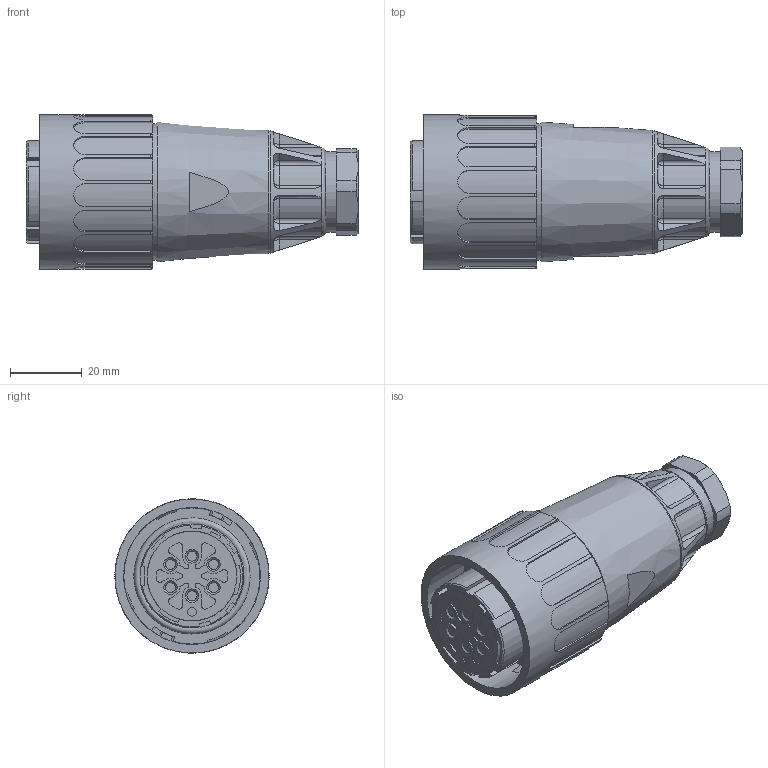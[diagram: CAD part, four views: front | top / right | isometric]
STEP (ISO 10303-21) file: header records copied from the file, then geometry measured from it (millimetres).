
FILE_DESCRIPTION(/* description */ (''),/* implementation_level */ '2;1');
FILE_NAME(/* name */ 'c016 20d005 104 2nxc001-01.stp',/* time_stamp */ '2019-07-08T10:22:04+02:00',/* author */ (''),/* organization */ (''),/* preprocessor_version */ 'ST-DEVELOPER v16.7',/* originating_system */ 'SIEMENS PLM Software NX 12.0',/* authorisation */ '');
FILE_SCHEMA (('AUTOMOTIVE_DESIGN { 1 0 10303 214 3 1 1 1 }'));
Length unit declared in the file: millimetre
Products named in the file (1): c016 20d005 104 2nxc001-01
Bounding box: 92.6 x 43 x 43 mm (x, y, z)
Volume: 86022.3 mm3; surface area: 20436.5 mm2
Topology: 1 solids, 1 shells, 426 faces, 1112 edges, 705 vertices
Faces by surface type: plane 183, cylinder 173, bspline 44, cone 23, extrusion 2, torus 1
Full cylindrical faces by diameter (mm): 2.4 x1, 16 x1, 22.5 x1, 25 x1, 38 x1, 38.2 x1, 43 x1
Entity records: 14964 total; most frequent: CARTESIAN_POINT 5191, ORIENTED_EDGE 2126, DIRECTION 1882, EDGE_CURVE 1063, AXIS2_PLACEMENT_3D 699, VERTEX_POINT 691, VECTOR 484, EDGE_LOOP 482
